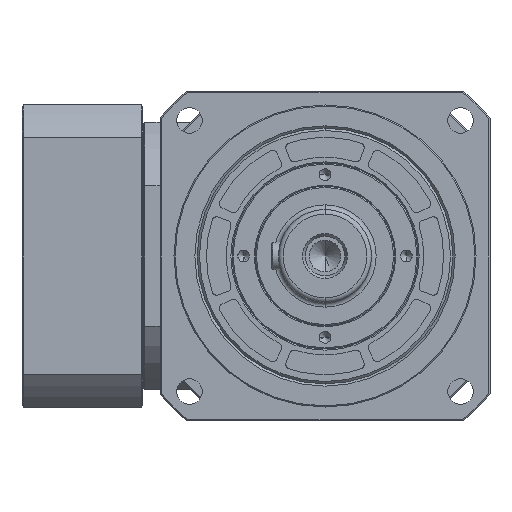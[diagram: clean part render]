
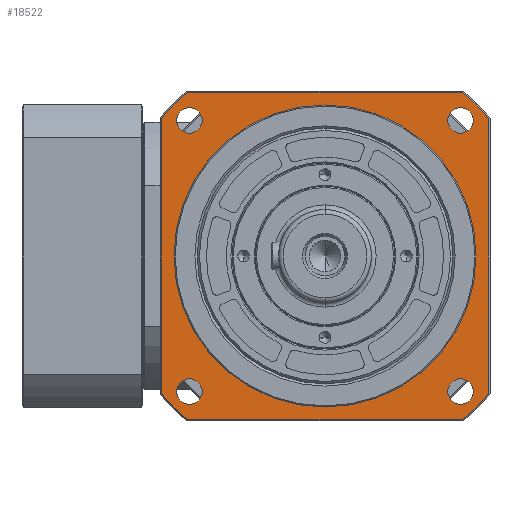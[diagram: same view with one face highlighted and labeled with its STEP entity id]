
A CAD part, left-side view. The second image highlights one B-rep face of the part: STEP entity #18522.
In plain terms, the highlighted planar face has unit normal (-1, 0, 0).
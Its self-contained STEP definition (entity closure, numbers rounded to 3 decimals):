
#14338=CARTESIAN_POINT('',(15.,0.,0.));
#14339=DIRECTION('',(-1.,0.,0.));
#14340=DIRECTION('',(0.,0.642,0.766));
#14341=AXIS2_PLACEMENT_3D('',#14338,#14339,#14340);
#14343=CARTESIAN_POINT('',(15.,0.,0.));
#14344=DIRECTION('',(-1.,0.,0.));
#14345=DIRECTION('',(0.,-0.766,0.642));
#14346=AXIS2_PLACEMENT_3D('',#14343,#14344,#14345);
#14348=CARTESIAN_POINT('',(15.,0.,0.));
#14349=DIRECTION('',(-1.,0.,0.));
#14350=DIRECTION('',(0.,-0.642,-0.766));
#14351=AXIS2_PLACEMENT_3D('',#14348,#14349,#14350);
#14353=CARTESIAN_POINT('',(15.,0.,0.));
#14354=DIRECTION('',(-1.,0.,0.));
#14355=DIRECTION('',(0.,0.766,-0.642));
#14356=AXIS2_PLACEMENT_3D('',#14353,#14354,#14355);
#14358=CARTESIAN_POINT('',(15.,58.336,58.336));
#14359=DIRECTION('',(1.,0.,0.));
#14360=DIRECTION('',(0.,0.,-1.));
#14361=AXIS2_PLACEMENT_3D('',#14358,#14359,#14360);
#14363=CARTESIAN_POINT('',(15.,58.336,58.336));
#14364=DIRECTION('',(1.,0.,0.));
#14365=DIRECTION('',(0.,0.,1.));
#14366=AXIS2_PLACEMENT_3D('',#14363,#14364,#14365);
#14368=CARTESIAN_POINT('',(15.,-58.336,58.336));
#14369=DIRECTION('',(1.,0.,0.));
#14370=DIRECTION('',(0.,0.,-1.));
#14371=AXIS2_PLACEMENT_3D('',#14368,#14369,#14370);
#14373=CARTESIAN_POINT('',(15.,-58.336,58.336));
#14374=DIRECTION('',(1.,0.,0.));
#14375=DIRECTION('',(0.,0.,1.));
#14376=AXIS2_PLACEMENT_3D('',#14373,#14374,#14375);
#14378=CARTESIAN_POINT('',(15.,-58.336,-58.336));
#14379=DIRECTION('',(1.,0.,0.));
#14380=DIRECTION('',(0.,0.,-1.));
#14381=AXIS2_PLACEMENT_3D('',#14378,#14379,#14380);
#14383=CARTESIAN_POINT('',(15.,-58.336,-58.336));
#14384=DIRECTION('',(1.,0.,0.));
#14385=DIRECTION('',(0.,0.,1.));
#14386=AXIS2_PLACEMENT_3D('',#14383,#14384,#14385);
#14388=CARTESIAN_POINT('',(15.,58.336,-58.336));
#14389=DIRECTION('',(1.,0.,0.));
#14390=DIRECTION('',(0.,0.,-1.));
#14391=AXIS2_PLACEMENT_3D('',#14388,#14389,#14390);
#14393=CARTESIAN_POINT('',(15.,58.336,-58.336));
#14394=DIRECTION('',(1.,0.,0.));
#14395=DIRECTION('',(0.,0.,1.));
#14396=AXIS2_PLACEMENT_3D('',#14393,#14394,#14395);
#14398=CARTESIAN_POINT('',(15.,0.,0.));
#14399=DIRECTION('',(1.,0.,0.));
#14400=DIRECTION('',(0.,0.,-1.));
#14401=AXIS2_PLACEMENT_3D('',#14398,#14399,#14400);
#14403=CARTESIAN_POINT('',(15.,0.,0.));
#14404=DIRECTION('',(1.,0.,0.));
#14405=DIRECTION('',(0.,0.,1.));
#14406=AXIS2_PLACEMENT_3D('',#14403,#14404,#14405);
#14408=DIRECTION('',(0.,0.,1.));
#14409=VECTOR('',#14408,118.216);
#14410=CARTESIAN_POINT('',(15.,70.5,-59.108));
#14411=LINE('',#14410,#14409);
#14428=CARTESIAN_POINT('',(15.,70.5,59.108));
#14435=DIRECTION('',(0.,-1.,0.));
#14436=VECTOR('',#14435,118.216);
#14437=CARTESIAN_POINT('',(15.,59.108,70.5));
#14438=LINE('',#14437,#14436);
#14455=CARTESIAN_POINT('',(15.,-59.108,70.5));
#14466=DIRECTION('',(0.,0.,-1.));
#14467=VECTOR('',#14466,118.216);
#14468=CARTESIAN_POINT('',(15.,-70.5,59.108));
#14469=LINE('',#14468,#14467);
#14482=CARTESIAN_POINT('',(15.,-59.108,-70.5));
#14493=DIRECTION('',(0.,1.,0.));
#14494=VECTOR('',#14493,118.216);
#14495=CARTESIAN_POINT('',(15.,-59.108,-70.5));
#14496=LINE('',#14495,#14494);
#17045=CARTESIAN_POINT('',(15.,58.336,52.836));
#17047=VERTEX_POINT('',#17045);
#17093=VERTEX_POINT('',#14428);
#17143=CARTESIAN_POINT('',(15.,58.336,-63.836));
#17145=VERTEX_POINT('',#17143);
#17234=VERTEX_POINT('',#14455);
#17235=CARTESIAN_POINT('',(15.,-58.336,-52.836));
#17236=VERTEX_POINT('',#17235);
#17295=CARTESIAN_POINT('',(15.,58.336,63.836));
#17296=VERTEX_POINT('',#17295);
#17313=CARTESIAN_POINT('',(15.,0.,65.));
#17314=CARTESIAN_POINT('',(15.,0.,-65.));
#17315=VERTEX_POINT('',#17313);
#17316=VERTEX_POINT('',#17314);
#17375=CARTESIAN_POINT('',(15.,58.336,-52.836));
#17376=VERTEX_POINT('',#17375);
#17383=CARTESIAN_POINT('',(15.,-58.336,-63.836));
#17384=VERTEX_POINT('',#17383);
#17404=VERTEX_POINT('',#14482);
#17425=CARTESIAN_POINT('',(15.,-58.336,52.836));
#17426=CARTESIAN_POINT('',(15.,-58.336,63.836));
#17427=VERTEX_POINT('',#17425);
#17428=VERTEX_POINT('',#17426);
#17487=CARTESIAN_POINT('',(15.,59.108,70.5));
#17488=VERTEX_POINT('',#17487);
#17520=CARTESIAN_POINT('',(15.,-70.5,59.108));
#17521=VERTEX_POINT('',#17520);
#17546=CARTESIAN_POINT('',(15.,-70.5,-59.108));
#17547=VERTEX_POINT('',#17546);
#17574=CARTESIAN_POINT('',(15.,59.108,-70.5));
#17575=VERTEX_POINT('',#17574);
#17578=CARTESIAN_POINT('',(15.,70.5,-59.108));
#17579=VERTEX_POINT('',#17578);
#18471=CARTESIAN_POINT('',(15.,65.,0.));
#18472=DIRECTION('',(1.,0.,0.));
#18473=DIRECTION('',(0.,0.,-1.));
#18474=AXIS2_PLACEMENT_3D('',#18471,#18472,#18473);
#18475=PLANE('',#18474);
#18477=ORIENTED_EDGE('',*,*,#18476,.T.);
#18479=ORIENTED_EDGE('',*,*,#18478,.F.);
#18481=ORIENTED_EDGE('',*,*,#18480,.T.);
#18483=ORIENTED_EDGE('',*,*,#18482,.F.);
#18485=ORIENTED_EDGE('',*,*,#18484,.T.);
#18487=ORIENTED_EDGE('',*,*,#18486,.F.);
#18489=ORIENTED_EDGE('',*,*,#18488,.T.);
#18491=ORIENTED_EDGE('',*,*,#18490,.F.);
#18492=EDGE_LOOP('',(#18477,#18479,#18481,#18483,#18485,#18487,#18489,#18491));
#18493=FACE_OUTER_BOUND('',#18492,.F.);
#18494=ORIENTED_EDGE('',*,*,#18453,.F.);
#18495=ORIENTED_EDGE('',*,*,#18463,.F.);
#18496=EDGE_LOOP('',(#18494,#18495));
#18497=FACE_BOUND('',#18496,.F.);
#18499=ORIENTED_EDGE('',*,*,#18498,.F.);
#18501=ORIENTED_EDGE('',*,*,#18500,.F.);
#18502=EDGE_LOOP('',(#18499,#18501));
#18503=FACE_BOUND('',#18502,.F.);
#18505=ORIENTED_EDGE('',*,*,#18504,.F.);
#18507=ORIENTED_EDGE('',*,*,#18506,.F.);
#18508=EDGE_LOOP('',(#18505,#18507));
#18509=FACE_BOUND('',#18508,.F.);
#18511=ORIENTED_EDGE('',*,*,#18510,.F.);
#18513=ORIENTED_EDGE('',*,*,#18512,.F.);
#18514=EDGE_LOOP('',(#18511,#18513));
#18515=FACE_BOUND('',#18514,.F.);
#18517=ORIENTED_EDGE('',*,*,#18516,.F.);
#18519=ORIENTED_EDGE('',*,*,#18518,.F.);
#18520=EDGE_LOOP('',(#18517,#18519));
#18521=FACE_BOUND('',#18520,.F.);
#18522=ADVANCED_FACE('',(#18493,#18497,#18503,#18509,#18515,#18521),#18475,.F.);
#14342=CIRCLE('',#14341,92.);
#14347=CIRCLE('',#14346,92.);
#14352=CIRCLE('',#14351,92.);
#14357=CIRCLE('',#14356,92.);
#14362=CIRCLE('',#14361,5.5);
#14367=CIRCLE('',#14366,5.5);
#14372=CIRCLE('',#14371,5.5);
#14377=CIRCLE('',#14376,5.5);
#14382=CIRCLE('',#14381,5.5);
#14387=CIRCLE('',#14386,5.5);
#14392=CIRCLE('',#14391,5.5);
#14397=CIRCLE('',#14396,5.5);
#14402=CIRCLE('',#14401,65.);
#14407=CIRCLE('',#14406,65.);
#18453=EDGE_CURVE('',#17047,#17296,#14362,.T.);
#18463=EDGE_CURVE('',#17296,#17047,#14367,.T.);
#18476=EDGE_CURVE('',#17579,#17093,#14411,.T.);
#18478=EDGE_CURVE('',#17488,#17093,#14342,.T.);
#18480=EDGE_CURVE('',#17488,#17234,#14438,.T.);
#18482=EDGE_CURVE('',#17521,#17234,#14347,.T.);
#18484=EDGE_CURVE('',#17521,#17547,#14469,.T.);
#18486=EDGE_CURVE('',#17404,#17547,#14352,.T.);
#18488=EDGE_CURVE('',#17404,#17575,#14496,.T.);
#18490=EDGE_CURVE('',#17579,#17575,#14357,.T.);
#18498=EDGE_CURVE('',#17427,#17428,#14372,.T.);
#18500=EDGE_CURVE('',#17428,#17427,#14377,.T.);
#18504=EDGE_CURVE('',#17384,#17236,#14382,.T.);
#18506=EDGE_CURVE('',#17236,#17384,#14387,.T.);
#18510=EDGE_CURVE('',#17145,#17376,#14392,.T.);
#18512=EDGE_CURVE('',#17376,#17145,#14397,.T.);
#18516=EDGE_CURVE('',#17316,#17315,#14402,.T.);
#18518=EDGE_CURVE('',#17315,#17316,#14407,.T.);
